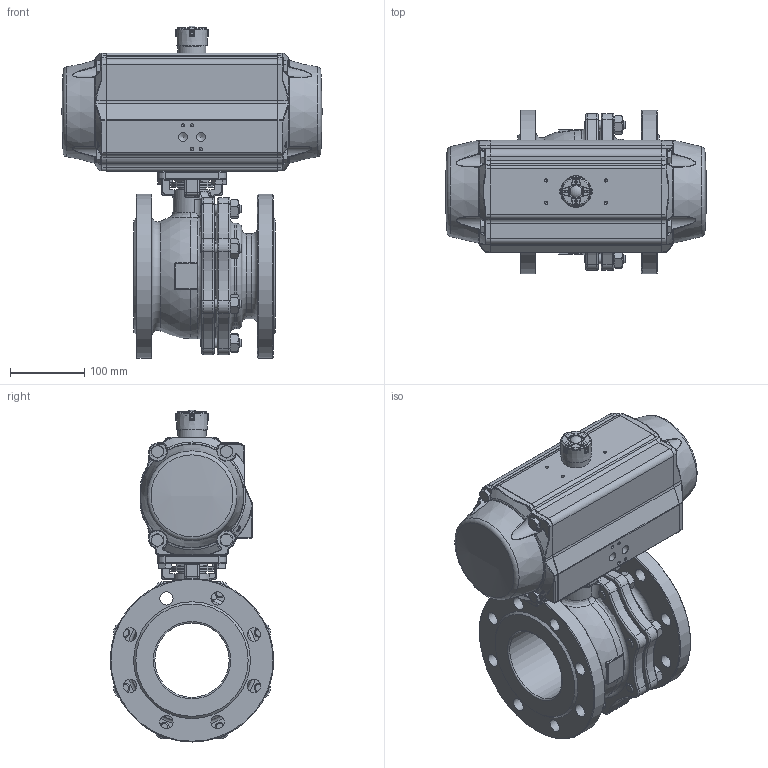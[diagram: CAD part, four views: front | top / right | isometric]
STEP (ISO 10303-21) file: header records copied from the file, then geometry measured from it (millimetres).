
FILE_DESCRIPTION(/* description */ ('Unknown'),/* implementation_level */ '2;1');
FILE_NAME(/* name */ 'DW07 0921_0930-12',/* time_stamp */ '2023-08-01T12:45:21+02:00',/* author */ ('Unknown'),/* organization */ ('Unknown'),/* preprocessor_version */ 'ST-DEVELOPER v18.102',/* originating_system */ 'Solid Edge',/* authorisation */ 'Unknown');
FILE_SCHEMA (('AUTOMOTIVE_DESIGN {1 0 10303 214 3 1 1}'));
Products named in the file (11): DW333-8.200.100; 8.200.100_PN16; DW07_FR06_(DW333_FR248); KP-125; ָʾ; 硌尨釱; 硌尨梓尨_酴伎; 指示标示(黄色）_红色; cup head nib bolts with large head gb_GB_FASTENER_BOLT_CHNBW M6X25-N; hexagon head bolts--product grade c gb_GB_FASTENER_BOLT_HHBC M10X45-N; DIN 933 M10x22 A2-70 BLK_EDST
Assembly tree (21 placements, depth 4):
  DW333-8.200.100
    8.200.100_PN16
    DW07_FR06_(DW333_FR248)
      KP-125
      ָʾ
        硌尨釱
        硌尨梓尨_酴伎  x2
        指示标示(黄色）_红色  x2
      cup head nib bolts with large head gb_GB_FASTENER_BOLT_CHNBW M6X25-N
      hexagon head bolts--product grade c gb_GB_FASTENER_BOLT_HHBC M10X45-N  x8
    DIN 933 M10x22 A2-70 BLK_EDST  x3
Bounding box: 349.9 x 220 x 446.4 mm (x, y, z)
Volume: 10011478 mm3; surface area: 640325.7 mm2
Topology: 19 solids, 19 shells, 1825 faces, 4308 edges, 2566 vertices
Faces by surface type: plane 547, cylinder 528, bspline 279, torus 247, cone 204, sphere 20
Full cylindrical faces by diameter (mm): 3 x16, 3.3 x8, 4.2 x8, 4.66 x1, 5 x1, 6 x1, 6.2 x1, 6.8 x4, 8.5 x12, 10 x11, 10.42 x1, 10.5 x4, 11.8 x2, 12.913 x21, 17 x3, 18 x17, 32 x1, 36.5 x1, 38 x1, 38.5 x1, 56.527 x1, 57 x2, 64 x1, 100 x1, 114 x1, 142 x1, 220 x2
Entity records: 53975 total; most frequent: CARTESIAN_POINT 21273, DIRECTION 6600, ORIENTED_EDGE 6596, EDGE_CURVE 3298, AXIS2_PLACEMENT_3D 2728, VERTEX_POINT 2082, FACE_BOUND 1858, EDGE_LOOP 1835
